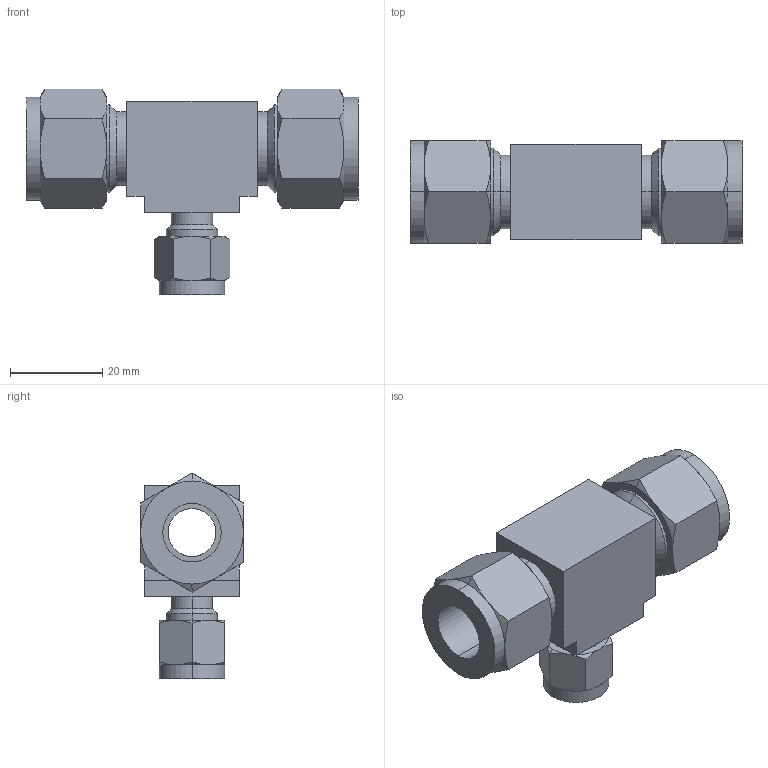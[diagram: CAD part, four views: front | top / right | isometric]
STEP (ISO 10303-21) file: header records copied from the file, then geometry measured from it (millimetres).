
FILE_DESCRIPTION(('starvars output'),'2;1');
FILE_NAME('cv20220526162416000010900.stp','16:24:16 2022/05/26',( 'Thomas Industrial Network Germany GmbH'),( 'Thomas Industrial Network Germany GmbH'),'unknown preprocess','ACIS' ,'unknown authorization');
FILE_SCHEMA(('AUTOMOTIVE_DESIGN_CC2 {UNKNOWN IMPLEMENTATION LEVEL}'));
Length unit declared in the file: millimetre
Products named in the file (1): PRODUCT_ID_1
Bounding box: 72.14 x 22.35 x 44.65 mm (x, y, z)
Volume: 24338.1 mm3; surface area: 11295.5 mm2
Topology: 1 solids, 1 shells, 119 faces, 260 edges, 151 vertices
Faces by surface type: cone 54, plane 37, cylinder 28
Entity records: 3556 total; most frequent: CARTESIAN_POINT 581, ORIENTED_EDGE 520, DIRECTION 265, EDGE_CURVE 260, VERTEX_POINT 151, EDGE_LOOP 131, FACE_BOUND 131, STYLED_ITEM 120
